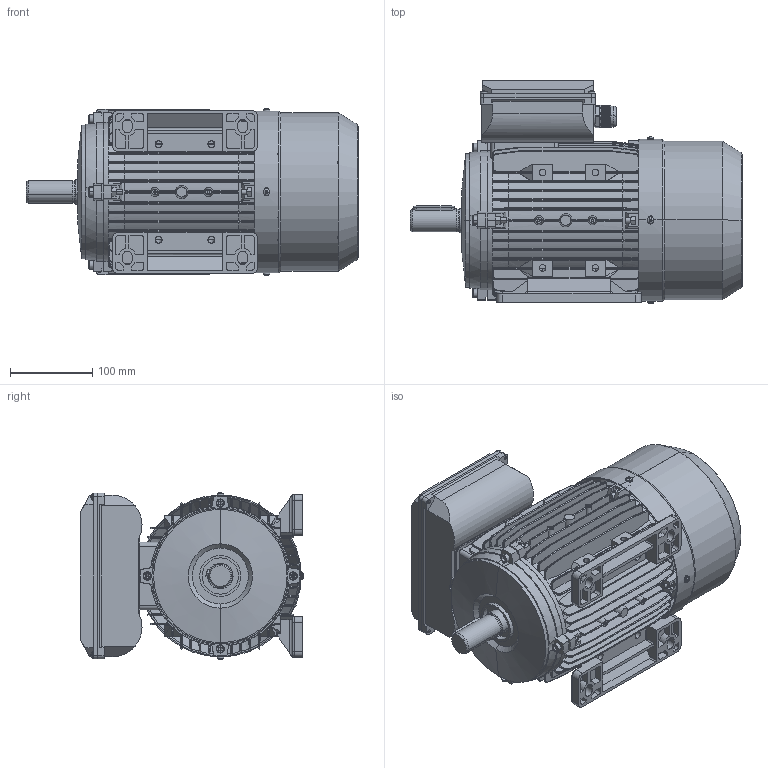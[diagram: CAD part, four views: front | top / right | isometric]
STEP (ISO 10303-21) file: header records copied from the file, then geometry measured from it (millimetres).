
FILE_DESCRIPTION (( 'STEP AP203' ), '1' );
FILE_NAME ('ML100S B3.STEP', '2015-01-14T06:00:16', ( 'USER' ), ( 'MS' ), 'SwSTEP 2.0', 'SolidWorks 2008', '' );
FILE_SCHEMA (( 'CONFIG_CONTROL_DESIGN' ));
Length unit declared in the file: millimetre
Products named in the file (14): ML100风罩_默认; 80-100出线螺套_默认; 100底脚_默认; ML100-ML112接线盒座(铝)_默认; ML100-ML112接线盒盖(铝)_默认; ML100S B3; 100S机壳_默认; 100后端盖_默认; 100B3端盖_默认; y2风叶100#_默认; 100S转轴_默认; Hexagon nuts grade C GB_GB_FASTENER_NUT_SNC1 M6-N; Hexagon socket head cap screws GB_GB_FASTENER_SCREWS_HSHCS M6X35-N; Cross recessed thread forming screws GB_GB_CROSS_SCREWS_TYPE138 M4X10-N
Assembly tree (35 placements, depth 2):
  ML100S B3
    Hexagon nuts grade C GB_GB_FASTENER_NUT_SNC1 M6-N  x8
    100S机壳_默认
    100底脚_默认  x2
    Cross recessed thread forming screws GB_GB_CROSS_SCREWS_TYPE138 M4X10-N  x8
    ML100-ML112接线盒盖(铝)_默认
    y2风叶100#_默认
    80-100出线螺套_默认
    100S转轴_默认
    100后端盖_默认
    Hexagon socket head cap screws GB_GB_FASTENER_SCREWS_HSHCS M6X35-N  x8
    100B3端盖_默认
    ML100-ML112接线盒座(铝)_默认
    ML100风罩_默认
Bounding box: 403 x 271.27 x 202.54 mm (x, y, z)
Volume: 1923963.9 mm3; surface area: 1170428.7 mm2
Topology: 35 solids, 35 shells, 4292 faces, 11182 edges, 6999 vertices
Faces by surface type: plane 2447, cylinder 1165, cone 241, bspline 198, sphere 128, torus 113
Entity records: 125611 total; most frequent: CARTESIAN_POINT 34624, ORIENTED_EDGE 19372, DIRECTION 17238, EDGE_CURVE 9686, VECTOR 6120, LINE 6120, VERTEX_POINT 6088, AXIS2_PLACEMENT_3D 5559
